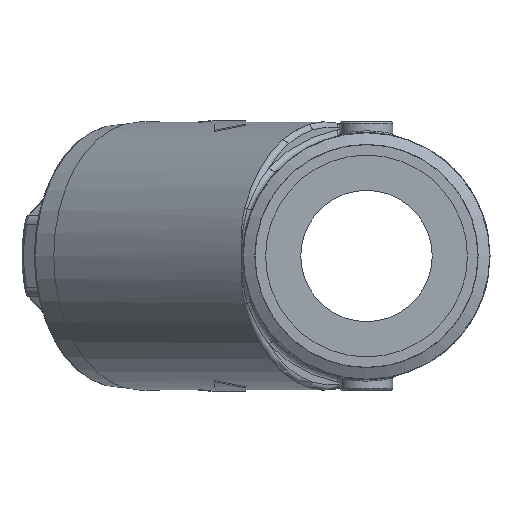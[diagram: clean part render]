
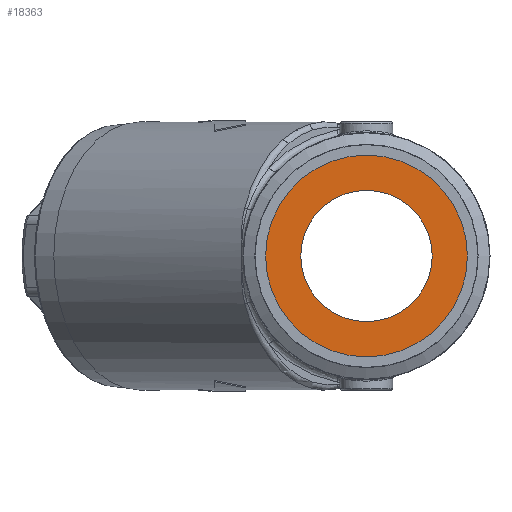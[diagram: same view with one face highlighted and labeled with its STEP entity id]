
A CAD part, left-side view. The second image highlights one B-rep face of the part: STEP entity #18363.
In plain terms, the highlighted planar face has unit normal (-1, 0, 0).
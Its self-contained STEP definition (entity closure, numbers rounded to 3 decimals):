
#2609 = PLANE ( 'NONE',  #24744 ) ;
#3802 = CARTESIAN_POINT ( 'NONE',  ( 30., 0., 0. ) ) ;
#3962 = EDGE_CURVE ( 'NONE', #17618, #17618, #18470, .T. ) ;
#4201 = AXIS2_PLACEMENT_3D ( 'NONE', #3802, #18550, #22745 ) ;
#6240 = FACE_BOUND ( 'NONE', #7149, .T. ) ;
#6520 = DIRECTION ( 'NONE',  ( 0., 0., 1. ) ) ;
#6647 = CARTESIAN_POINT ( 'NONE',  ( 30., 19.2, 0. ) ) ;
#6652 = CIRCLE ( 'NONE', #20971, 19.2 ) ;
#6790 = DIRECTION ( 'NONE',  ( -1., 0., 0. ) ) ;
#7149 = EDGE_LOOP ( 'NONE', ( #21077 ) ) ;
#8692 = FACE_OUTER_BOUND ( 'NONE', #13515, .T. ) ;
#12859 = DIRECTION ( 'NONE',  ( 0., 0., 1. ) ) ;
#13515 = EDGE_LOOP ( 'NONE', ( #22381 ) ) ;
#15626 = CARTESIAN_POINT ( 'NONE',  ( 30., 0., 19.2 ) ) ;
#17618 = VERTEX_POINT ( 'NONE', #23744 ) ;
#18363 = ADVANCED_FACE ( 'NONE', ( #6240, #8692 ), #2609, .T. ) ;
#18470 = CIRCLE ( 'NONE', #4201, 12.5 ) ;
#18550 = DIRECTION ( 'NONE',  ( -1., 0., 0. ) ) ;
#19938 = VERTEX_POINT ( 'NONE', #15626 ) ;
#20971 = AXIS2_PLACEMENT_3D ( 'NONE', #22898, #6790, #12859 ) ;
#21077 = ORIENTED_EDGE ( 'NONE', *, *, #3962, .F. ) ;
#22381 = ORIENTED_EDGE ( 'NONE', *, *, #26272, .T. ) ;
#22745 = DIRECTION ( 'NONE',  ( 0., 0., 1. ) ) ;
#22898 = CARTESIAN_POINT ( 'NONE',  ( 30., 0., 0. ) ) ;
#23744 = CARTESIAN_POINT ( 'NONE',  ( 30., 0., 12.5 ) ) ;
#24744 = AXIS2_PLACEMENT_3D ( 'NONE', #6647, #24806, #6520 ) ;
#24806 = DIRECTION ( 'NONE',  ( -1., 0., 0. ) ) ;
#26272 = EDGE_CURVE ( 'NONE', #19938, #19938, #6652, .T. ) ;
